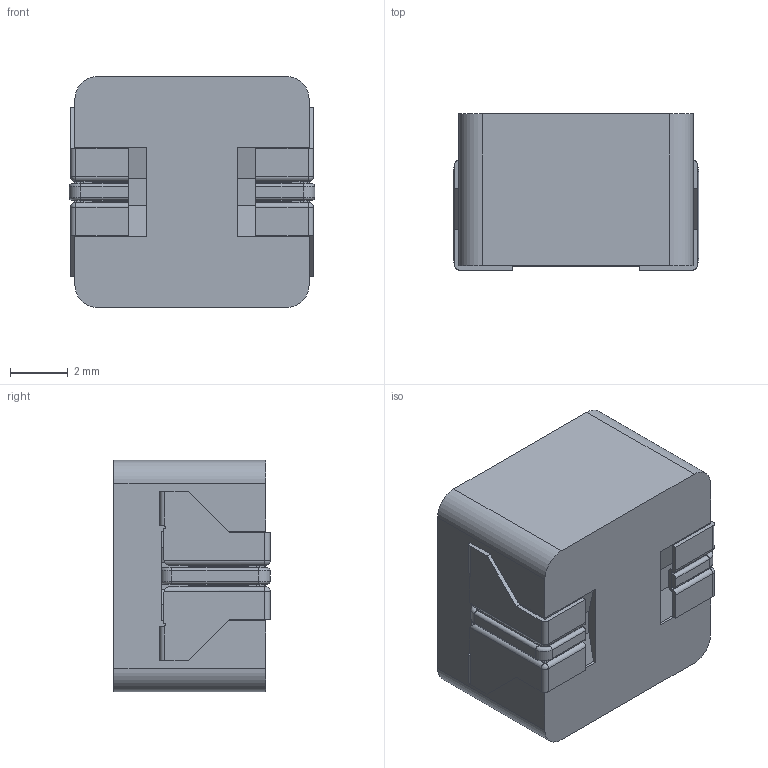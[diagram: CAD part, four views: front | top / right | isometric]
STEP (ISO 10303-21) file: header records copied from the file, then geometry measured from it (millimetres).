
FILE_DESCRIPTION (( 'STEP AP214' ), '1' );
FILE_NAME ('ETQP5M100YFK.STEP', '2023-08-25T10:17:59', ( '' ), ( '' ), 'SwSTEP 2.0', 'SolidWorks 2021', '' );
FILE_SCHEMA (( 'AUTOMOTIVE_DESIGN' ));
Length unit declared in the file: millimetre
Products named in the file (3): ETQP5M100YFK; PCC-M0854M(2)_PCC-M0854M(2); M0854M_100YFK_M0854M_100YFK
Assembly tree (2 placements, depth 3):
  ETQP5M100YFK
    PCC-M0854M(2)_PCC-M0854M(2)
      M0854M_100YFK_M0854M_100YFK
Bounding box: 8.5 x 5.4 x 8 mm (x, y, z)
Volume: 337.3 mm3; surface area: 376.6 mm2
Topology: 1 solids, 1 shells, 192 faces, 534 edges, 332 vertices
Faces by surface type: plane 102, cylinder 78, torus 12
Entity records: 7128 total; most frequent: CARTESIAN_POINT 1190, DIRECTION 1070, ORIENTED_EDGE 1068, EDGE_CURVE 534, VECTOR 370, LINE 370, AXIS2_PLACEMENT_3D 350, VERTEX_POINT 332
